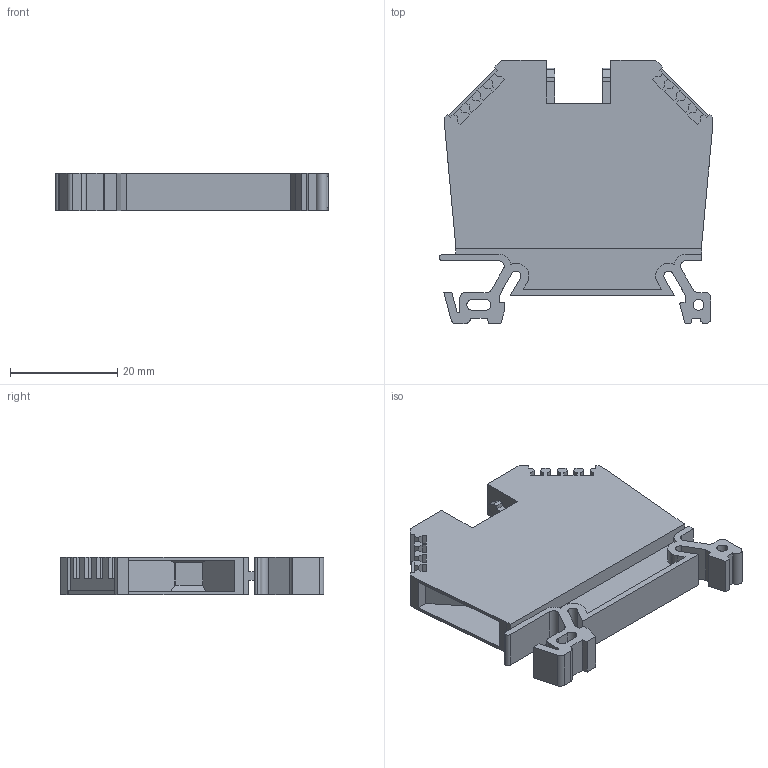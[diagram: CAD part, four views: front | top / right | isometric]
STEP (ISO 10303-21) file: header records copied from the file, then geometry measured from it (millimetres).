
FILE_DESCRIPTION (( 'STEP AP203' ), '1' );
FILE_NAME ('DN-T8ORG.STEP', '2020-06-22T12:07:20', ( '' ), ( '' ), 'SwSTEP 2.0', 'SolidWorks 2019', '' );
FILE_SCHEMA (( 'CONFIG_CONTROL_DESIGN' ));
Length unit declared in the file: inch
Products named in the file (1): DN-T8ORG
Bounding box: 51 x 49.2 x 7 mm (x, y, z)
Volume: 10174.1 mm3; surface area: 7459.6 mm2
Topology: 1 solids, 3 shells, 245 faces, 691 edges, 454 vertices
Faces by surface type: plane 188, cylinder 41, torus 8, cone 8
Entity records: 7918 total; most frequent: CARTESIAN_POINT 1391, ORIENTED_EDGE 1382, DIRECTION 1293, EDGE_CURVE 691, VECTOR 581, LINE 581, VERTEX_POINT 454, AXIS2_PLACEMENT_3D 356
